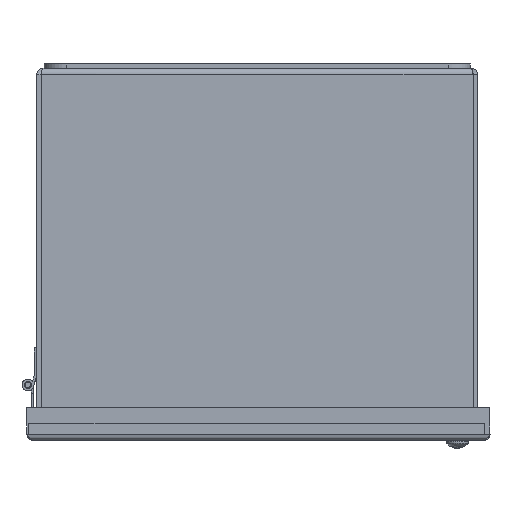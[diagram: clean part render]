
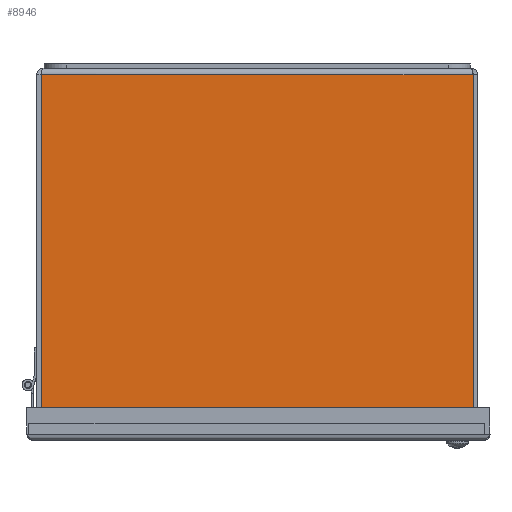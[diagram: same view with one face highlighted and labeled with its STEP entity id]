
A CAD part, front view. The second image highlights one B-rep face of the part: STEP entity #8946.
In plain terms, the highlighted planar face has unit normal (0, -1, 0).
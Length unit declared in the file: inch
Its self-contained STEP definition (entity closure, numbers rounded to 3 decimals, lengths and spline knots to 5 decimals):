
#1080=FACE_OUTER_BOUND('',#1605,.T.);
#1605=EDGE_LOOP('',(#6865,#6866,#6867,#6868));
#2459=LINE('',#14027,#3293);
#2469=LINE('',#14052,#3303);
#2470=LINE('',#14054,#3304);
#2471=LINE('',#14055,#3305);
#3293=VECTOR('',#11134,7.35059);
#3303=VECTOR('',#11166,5.7895);
#3304=VECTOR('',#11167,7.35059);
#3305=VECTOR('',#11168,5.7895);
#4029=VERTEX_POINT('',#14024);
#4030=VERTEX_POINT('',#14026);
#4034=VERTEX_POINT('',#14051);
#4035=VERTEX_POINT('',#14053);
#5043=EDGE_CURVE('',#4030,#4029,#2459,.T.);
#5056=EDGE_CURVE('',#4034,#4029,#2469,.T.);
#5057=EDGE_CURVE('',#4034,#4035,#2470,.T.);
#5058=EDGE_CURVE('',#4030,#4035,#2471,.T.);
#6865=ORIENTED_EDGE('',*,*,#5043,.T.);
#6866=ORIENTED_EDGE('',*,*,#5056,.F.);
#6867=ORIENTED_EDGE('',*,*,#5057,.T.);
#6868=ORIENTED_EDGE('',*,*,#5058,.F.);
#8215=PLANE('',#9538);
#8946=ADVANCED_FACE('',(#1080),#8215,.F.);
#9538=AXIS2_PLACEMENT_3D('',#14050,#11164,#11165);
#11134=DIRECTION('',(-1.,0.,0.));
#11164=DIRECTION('center_axis',(0.,1.,0.));
#11165=DIRECTION('ref_axis',(1.,0.,0.));
#11166=DIRECTION('',(0.,0.,1.));
#11167=DIRECTION('',(1.,0.,0.));
#11168=DIRECTION('',(0.,0.,-1.));
#14024=CARTESIAN_POINT('',(0.07471,0.,5.89475));
#14026=CARTESIAN_POINT('',(7.42529,0.,5.89475));
#14027=CARTESIAN_POINT('',(5.58765,0.,5.89475));
#14050=CARTESIAN_POINT('Origin',(3.75,0.,2.97134));
#14051=CARTESIAN_POINT('',(0.07471,0.,0.10525));
#14052=CARTESIAN_POINT('',(0.07471,0.,0.10525));
#14053=CARTESIAN_POINT('',(7.42529,0.,0.10525));
#14054=CARTESIAN_POINT('',(3.75,0.,0.10525));
#14055=CARTESIAN_POINT('',(7.42529,0.,0.10525));
